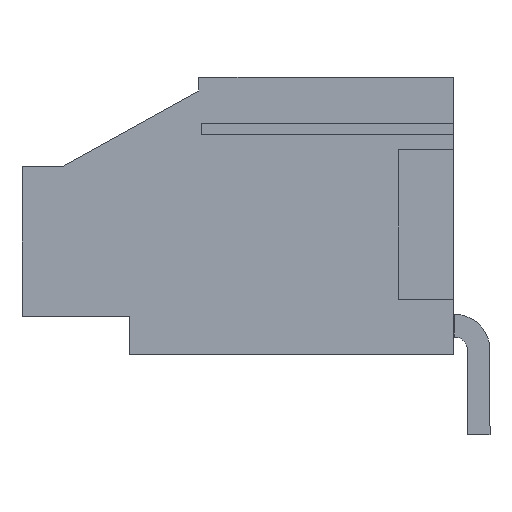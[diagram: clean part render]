
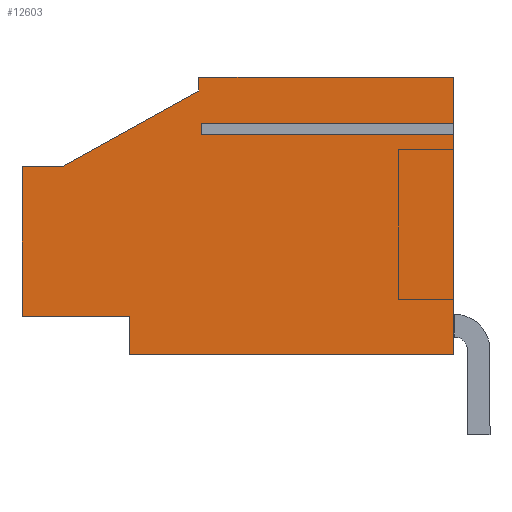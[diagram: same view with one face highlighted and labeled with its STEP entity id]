
A CAD part, left-side view. The second image highlights one B-rep face of the part: STEP entity #12603.
In plain terms, the highlighted planar face has unit normal (-1, 0, 0).
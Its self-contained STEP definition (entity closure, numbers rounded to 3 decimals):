
#12495=AXIS2_PLACEMENT_3D('Plane Axis2P3D',#12492,#12493,#12494) ;
#12492=CARTESIAN_POINT('Axis2P3D Location',(-10.16,0.,0.)) ;
#12497=CARTESIAN_POINT('Line Origine',(-10.16,1.45,14.604)) ;
#12501=CARTESIAN_POINT('Vertex',(-10.16,1.45,13.692)) ;
#12503=CARTESIAN_POINT('Vertex',(-10.16,1.45,15.517)) ;
#12506=CARTESIAN_POINT('Line Origine',(-10.16,6.5,15.517)) ;
#12510=CARTESIAN_POINT('Vertex',(-10.16,11.55,15.517)) ;
#12513=CARTESIAN_POINT('Line Origine',(-10.16,11.55,15.239)) ;
#12517=CARTESIAN_POINT('Vertex',(-10.16,11.55,14.961)) ;
#12520=CARTESIAN_POINT('Line Origine',(-10.16,14.254,13.462)) ;
#12524=CARTESIAN_POINT('Vertex',(-10.16,16.958,11.963)) ;
#12527=CARTESIAN_POINT('Line Origine',(-10.16,17.764,11.963)) ;
#12531=CARTESIAN_POINT('Vertex',(-10.16,18.57,11.963)) ;
#12534=CARTESIAN_POINT('Line Origine',(-10.16,18.57,8.992)) ;
#12538=CARTESIAN_POINT('Vertex',(-10.16,18.57,6.022)) ;
#12541=CARTESIAN_POINT('Line Origine',(-10.16,16.435,6.022)) ;
#12545=CARTESIAN_POINT('Vertex',(-10.16,14.3,6.022)) ;
#12548=CARTESIAN_POINT('Line Origine',(-10.16,14.3,5.269)) ;
#12552=CARTESIAN_POINT('Vertex',(-10.16,14.3,4.517)) ;
#12555=CARTESIAN_POINT('Line Origine',(-10.16,7.875,4.517)) ;
#12559=CARTESIAN_POINT('Vertex',(-10.16,1.45,4.517)) ;
#12562=CARTESIAN_POINT('Line Origine',(-10.16,1.45,8.879)) ;
#12566=CARTESIAN_POINT('Vertex',(-10.16,1.45,13.242)) ;
#12569=CARTESIAN_POINT('Line Origine',(-10.16,6.45,13.242)) ;
#12573=CARTESIAN_POINT('Vertex',(-10.16,11.45,13.242)) ;
#12576=CARTESIAN_POINT('Line Origine',(-10.16,11.45,13.467)) ;
#12580=CARTESIAN_POINT('Vertex',(-10.16,11.45,13.692)) ;
#12583=CARTESIAN_POINT('Line Origine',(-10.16,6.45,13.692)) ;
#12493=DIRECTION('Axis2P3D Direction',(-1.,0.,0.)) ;
#12494=DIRECTION('Axis2P3D XDirection',(0.,0.,1.)) ;
#12498=DIRECTION('Vector Direction',(0.,0.,1.)) ;
#12507=DIRECTION('Vector Direction',(0.,1.,0.)) ;
#12514=DIRECTION('Vector Direction',(0.,0.,-1.)) ;
#12521=DIRECTION('Vector Direction',(0.,-0.875,0.485)) ;
#12528=DIRECTION('Vector Direction',(0.,-1.,0.)) ;
#12535=DIRECTION('Vector Direction',(0.,0.,1.)) ;
#12542=DIRECTION('Vector Direction',(0.,-1.,0.)) ;
#12549=DIRECTION('Vector Direction',(0.,0.,1.)) ;
#12556=DIRECTION('Vector Direction',(0.,1.,0.)) ;
#12563=DIRECTION('Vector Direction',(0.,0.,1.)) ;
#12570=DIRECTION('Vector Direction',(0.,1.,0.)) ;
#12577=DIRECTION('Vector Direction',(0.,0.,1.)) ;
#12584=DIRECTION('Vector Direction',(0.,-1.,0.)) ;
#12499=VECTOR('Line Direction',#12498,1.) ;
#12508=VECTOR('Line Direction',#12507,1.) ;
#12515=VECTOR('Line Direction',#12514,1.) ;
#12522=VECTOR('Line Direction',#12521,1.) ;
#12529=VECTOR('Line Direction',#12528,1.) ;
#12536=VECTOR('Line Direction',#12535,1.) ;
#12543=VECTOR('Line Direction',#12542,1.) ;
#12550=VECTOR('Line Direction',#12549,1.) ;
#12557=VECTOR('Line Direction',#12556,1.) ;
#12564=VECTOR('Line Direction',#12563,1.) ;
#12571=VECTOR('Line Direction',#12570,1.) ;
#12578=VECTOR('Line Direction',#12577,1.) ;
#12585=VECTOR('Line Direction',#12584,1.) ;
#12589=ORIENTED_EDGE('',*,*,#12505,.T.) ;
#12590=ORIENTED_EDGE('',*,*,#12512,.T.) ;
#12591=ORIENTED_EDGE('',*,*,#12519,.T.) ;
#12592=ORIENTED_EDGE('',*,*,#12526,.F.) ;
#12593=ORIENTED_EDGE('',*,*,#12533,.F.) ;
#12594=ORIENTED_EDGE('',*,*,#12540,.F.) ;
#12595=ORIENTED_EDGE('',*,*,#12547,.T.) ;
#12596=ORIENTED_EDGE('',*,*,#12554,.F.) ;
#12597=ORIENTED_EDGE('',*,*,#12561,.F.) ;
#12598=ORIENTED_EDGE('',*,*,#12568,.T.) ;
#12599=ORIENTED_EDGE('',*,*,#12575,.T.) ;
#12600=ORIENTED_EDGE('',*,*,#12582,.T.) ;
#12601=ORIENTED_EDGE('',*,*,#12587,.T.) ;
#12603=ADVANCED_FACE('7',(#12602),#12496,.T.) ;
#12505=EDGE_CURVE('',#12502,#12504,#12500,.T.) ;
#12512=EDGE_CURVE('',#12504,#12511,#12509,.T.) ;
#12519=EDGE_CURVE('',#12511,#12518,#12516,.T.) ;
#12526=EDGE_CURVE('',#12525,#12518,#12523,.T.) ;
#12533=EDGE_CURVE('',#12532,#12525,#12530,.T.) ;
#12540=EDGE_CURVE('',#12539,#12532,#12537,.T.) ;
#12547=EDGE_CURVE('',#12539,#12546,#12544,.T.) ;
#12554=EDGE_CURVE('',#12553,#12546,#12551,.T.) ;
#12561=EDGE_CURVE('',#12560,#12553,#12558,.T.) ;
#12568=EDGE_CURVE('',#12560,#12567,#12565,.T.) ;
#12575=EDGE_CURVE('',#12567,#12574,#12572,.T.) ;
#12582=EDGE_CURVE('',#12574,#12581,#12579,.T.) ;
#12587=EDGE_CURVE('',#12581,#12502,#12586,.T.) ;
#12588=EDGE_LOOP('',(#12589,#12590,#12591,#12592,#12593,#12594,#12595,#12596,#12597,#12598,#12599,#12600,#12601)) ;
#12602=FACE_OUTER_BOUND('',#12588,.T.) ;
#12500=LINE('Line',#12497,#12499) ;
#12509=LINE('Line',#12506,#12508) ;
#12516=LINE('Line',#12513,#12515) ;
#12523=LINE('Line',#12520,#12522) ;
#12530=LINE('Line',#12527,#12529) ;
#12537=LINE('Line',#12534,#12536) ;
#12544=LINE('Line',#12541,#12543) ;
#12551=LINE('Line',#12548,#12550) ;
#12558=LINE('Line',#12555,#12557) ;
#12565=LINE('Line',#12562,#12564) ;
#12572=LINE('Line',#12569,#12571) ;
#12579=LINE('Line',#12576,#12578) ;
#12586=LINE('Line',#12583,#12585) ;
#12496=PLANE('',#12495) ;
#12502=VERTEX_POINT('',#12501) ;
#12504=VERTEX_POINT('',#12503) ;
#12511=VERTEX_POINT('',#12510) ;
#12518=VERTEX_POINT('',#12517) ;
#12525=VERTEX_POINT('',#12524) ;
#12532=VERTEX_POINT('',#12531) ;
#12539=VERTEX_POINT('',#12538) ;
#12546=VERTEX_POINT('',#12545) ;
#12553=VERTEX_POINT('',#12552) ;
#12560=VERTEX_POINT('',#12559) ;
#12567=VERTEX_POINT('',#12566) ;
#12574=VERTEX_POINT('',#12573) ;
#12581=VERTEX_POINT('',#12580) ;
